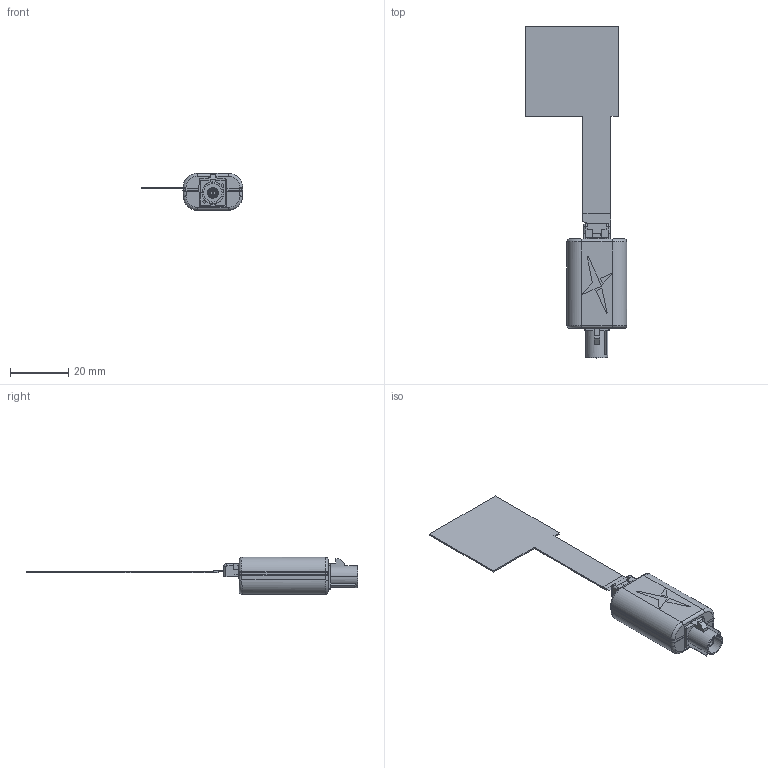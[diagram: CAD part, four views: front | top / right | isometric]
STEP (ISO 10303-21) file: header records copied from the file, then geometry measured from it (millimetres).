
FILE_DESCRIPTION (( 'STEP AP214' ), '1' );
FILE_NAME ('TFX257.A - D02.STEP', '2023-04-05T09:12:24', ( '' ), ( '' ), 'SwSTEP 2.0', 'SolidWorks 2018', '' );
FILE_SCHEMA (( 'AUTOMOTIVE_DESIGN' ));
Length unit declared in the file: millimetre
Products named in the file (1): TFX257.A - D02
Bounding box: 34.87 x 113.85 x 12.84 mm (x, y, z)
Volume: 8240.1 mm3; surface area: 6688.6 mm2
Topology: 1 solids, 8 shells, 999 faces, 4432 edges, 3577 vertices
Faces by surface type: plane 719, cylinder 191, bspline 36, cone 28, torus 23, sphere 2
Entity records: 66413 total; most frequent: CARTESIAN_POINT 20717, ORIENTED_EDGE 8852, DIRECTION 5232, EDGE_CURVE 4426, VERTEX_POINT 3577, LINE 2632, VECTOR 2632, B_SPLINE_CURVE_WITH_KNOTS 1306
